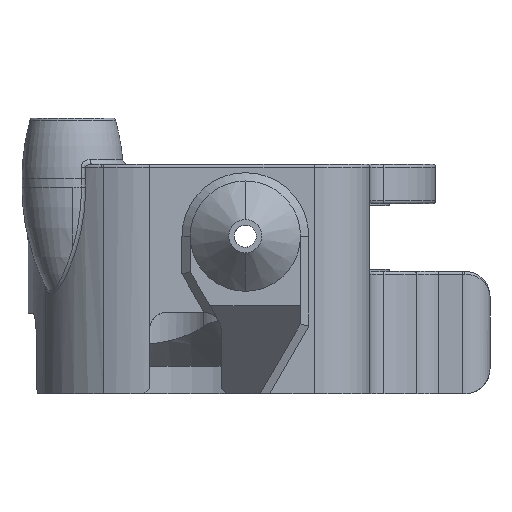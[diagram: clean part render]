
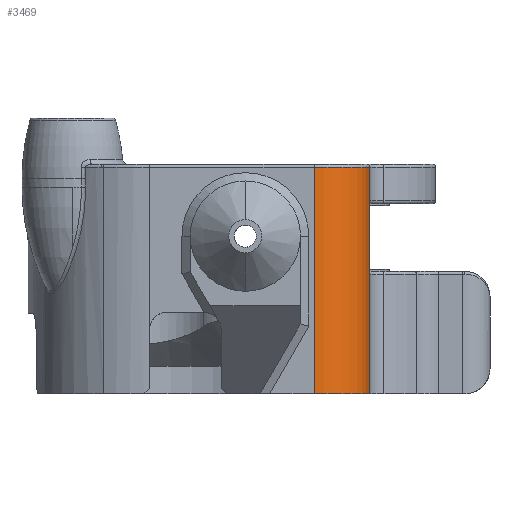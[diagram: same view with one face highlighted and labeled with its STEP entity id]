
A CAD part, front view. The second image highlights one B-rep face of the part: STEP entity #3469.
In plain terms, the highlighted cylindrical face has radius 5 mm (diameter 10 mm), a partial arc.
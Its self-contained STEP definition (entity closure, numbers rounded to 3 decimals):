
#1020 = EDGE_CURVE ( 'NONE', #9279, #9374, #2061, .T. ) ;
#1084 = EDGE_CURVE ( 'NONE', #9374, #9113, #2224, .T. ) ;
#1140 = EDGE_CURVE ( 'NONE', #9304, #9279, #2339, .T. ) ;
#1274 = EDGE_CURVE ( 'NONE', #9304, #9113, #2612, .T. ) ;
#1673 = AXIS2_PLACEMENT_3D ( 'NONE', #10137, #10138, #10139 ) ;
#1759 = AXIS2_PLACEMENT_3D ( 'NONE', #5403, #5404, #5405 ) ;
#2061 = CIRCLE ( 'NONE', #1673, 5. ) ;
#2224 = LINE ( 'NONE', #10301, #2230 ) ;
#2230 = VECTOR ( 'NONE', #10302, 1000. ) ;
#2267 = AXIS2_PLACEMENT_3D ( 'NONE', #6712, #6710, #6696 ) ;
#2339 = LINE ( 'NONE', #10519, #2344 ) ;
#2344 = VECTOR ( 'NONE', #10518, 1000. ) ;
#2612 = CIRCLE ( 'NONE', #1759, 5. ) ;
#3210 = FACE_OUTER_BOUND ( 'NONE', #8863, .T. ) ;
#3217 = CYLINDRICAL_SURFACE ( 'NONE', #2267, 5. ) ;
#3469 = ADVANCED_FACE ( 'NONE', ( #3210 ), #3217, .T. ) ;
#4651 = CARTESIAN_POINT ( 'NONE',  ( 17., -11.35, -14.3 ) ) ;
#4676 = CARTESIAN_POINT ( 'NONE',  ( 17., -11.35, 6.25 ) ) ;
#4746 = CARTESIAN_POINT ( 'NONE',  ( 12., -16.35, -14.3 ) ) ;
#5403 = CARTESIAN_POINT ( 'NONE',  ( 12., -11.35, 6.25 ) ) ;
#5404 = DIRECTION ( 'NONE',  ( 0., 0., -1. ) ) ;
#5405 = DIRECTION ( 'NONE',  ( 1., 0., 0. ) ) ;
#6552 = ORIENTED_EDGE ( 'NONE', *, *, #1140, .F. ) ;
#6595 = ORIENTED_EDGE ( 'NONE', *, *, #1084, .F. ) ;
#6623 = ORIENTED_EDGE ( 'NONE', *, *, #1020, .F. ) ;
#6696 = DIRECTION ( 'NONE',  ( 1., 0., 0. ) ) ;
#6710 = DIRECTION ( 'NONE',  ( 0., 0., 1. ) ) ;
#6712 = CARTESIAN_POINT ( 'NONE',  ( 12., -11.35, -13.5 ) ) ;
#6929 = ORIENTED_EDGE ( 'NONE', *, *, #1274, .T. ) ;
#7326 = CARTESIAN_POINT ( 'NONE',  ( 12., -16.35, 6.25 ) ) ;
#8863 = EDGE_LOOP ( 'NONE', ( #6929, #6595, #6623, #6552 ) ) ;
#9113 = VERTEX_POINT ( 'NONE', #7326 ) ;
#9279 = VERTEX_POINT ( 'NONE', #4651 ) ;
#9304 = VERTEX_POINT ( 'NONE', #4676 ) ;
#9374 = VERTEX_POINT ( 'NONE', #4746 ) ;
#10137 = CARTESIAN_POINT ( 'NONE',  ( 12., -11.35, -14.3 ) ) ;
#10138 = DIRECTION ( 'NONE',  ( 0., 0., -1. ) ) ;
#10139 = DIRECTION ( 'NONE',  ( -1., 0., 0. ) ) ;
#10301 = CARTESIAN_POINT ( 'NONE',  ( 12., -16.35, 6.5 ) ) ;
#10302 = DIRECTION ( 'NONE',  ( 0., 0., 1. ) ) ;
#10518 = DIRECTION ( 'NONE',  ( 0., 0., -1. ) ) ;
#10519 = CARTESIAN_POINT ( 'NONE',  ( 17., -11.35, -13.5 ) ) ;
